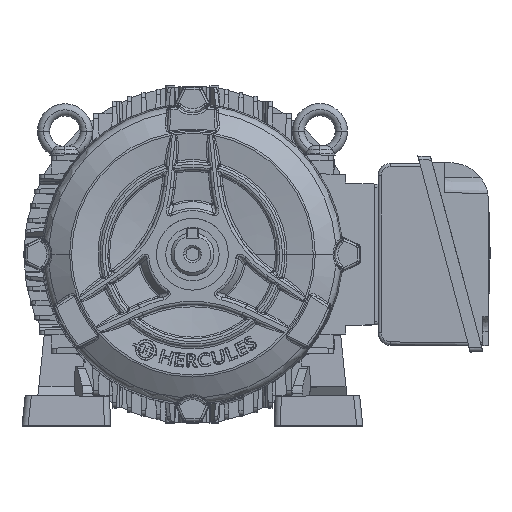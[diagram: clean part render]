
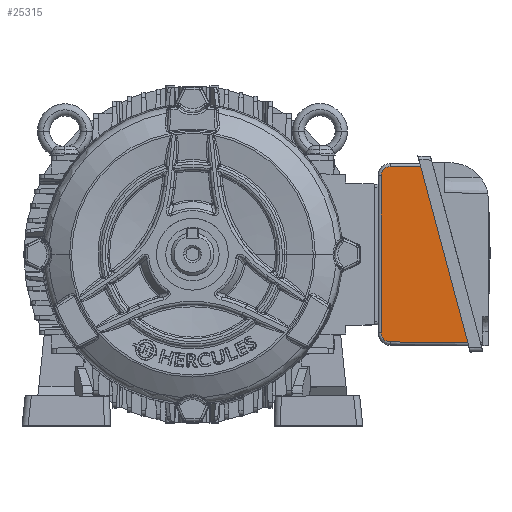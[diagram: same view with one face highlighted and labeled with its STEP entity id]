
A CAD part, top view. The second image highlights one B-rep face of the part: STEP entity #25315.
In plain terms, the highlighted planar face has unit normal (-0.017, -0.004, 1).
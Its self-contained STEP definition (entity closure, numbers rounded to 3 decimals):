
#1008 = CARTESIAN_POINT ( 'NONE',  ( 123.466, 51.379, 47.763 ) ) ;
#2158 = DIRECTION ( 'NONE',  ( 0., -1., -0.005 ) ) ;
#3179 = CARTESIAN_POINT ( 'NONE',  ( 150.65, 57.75, 48.25 ) ) ;
#3643 = CARTESIAN_POINT ( 'NONE',  ( 181.607, -57.784, 48.25 ) ) ;
#4095 = EDGE_CURVE ( 'NONE', #85589, #17923, #34888, .T. ) ;
#4488 = VECTOR ( 'NONE', #31872, 1000. ) ;
#4848 = LINE ( 'NONE', #37634, #4488 ) ;
#5163 = EDGE_LOOP ( 'NONE', ( #27735, #5874, #79753, #48252, #23584, #32180 ) ) ;
#5562 = VERTEX_POINT ( 'NONE', #55512 ) ;
#5874 = ORIENTED_EDGE ( 'NONE', *, *, #25723, .T. ) ;
#7679 = CARTESIAN_POINT ( 'NONE',  ( 125.896, 57.318, 47.831 ) ) ;
#11075 = PLANE ( 'NONE',  #33881 ) ;
#12371 = CARTESIAN_POINT ( 'NONE',  ( 129.414, -57.328, 47.372 ) ) ;
#17729 = DIRECTION ( 'NONE',  ( -0.017, -0.005, 1. ) ) ;
#17923 = VERTEX_POINT ( 'NONE', #55329 ) ;
#18121 =( BOUNDED_CURVE ( )  B_SPLINE_CURVE ( 3, ( #73073, #27440, #41169, #12371 ),
 .UNSPECIFIED., .F., .T. ) 
 B_SPLINE_CURVE_WITH_KNOTS ( ( 4, 4 ),
 ( 2.88, 4.442 ),
 .UNSPECIFIED. ) 
 CURVE ( )  GEOMETRIC_REPRESENTATION_ITEM ( )  RATIONAL_B_SPLINE_CURVE ( ( 1., 0.807, 0.807, 1. ) ) 
 REPRESENTATION_ITEM ( '' )  );
#18681 = CARTESIAN_POINT ( 'NONE',  ( 129.362, 57.378, 47.889 ) ) ;
#18889 = EDGE_CURVE ( 'NONE', #5562, #65536, #18121, .T. ) ;
#20380 = EDGE_CURVE ( 'NONE', #17923, #5562, #75735, .T. ) ;
#23584 = ORIENTED_EDGE ( 'NONE', *, *, #4095, .T. ) ;
#25315 = ADVANCED_FACE ( 'NONE', ( #44744 ), #11075, .T. ) ;
#25723 = EDGE_CURVE ( 'NONE', #65536, #55563, #57941, .T. ) ;
#27440 = CARTESIAN_POINT ( 'NONE',  ( 123.466, -54.819, 47.283 ) ) ;
#27735 = ORIENTED_EDGE ( 'NONE', *, *, #18889, .T. ) ;
#28336 = CARTESIAN_POINT ( 'NONE',  ( 123.466, 10.284, 47.577 ) ) ;
#31872 = DIRECTION ( 'NONE',  ( -1., -0.017, -0.017 ) ) ;
#32180 = ORIENTED_EDGE ( 'NONE', *, *, #20380, .T. ) ;
#33881 = AXIS2_PLACEMENT_3D ( 'NONE', #80164, #17729, #46065 ) ;
#34687 = CARTESIAN_POINT ( 'NONE',  ( 123.466, 54.846, 47.779 ) ) ;
#34888 =( BOUNDED_CURVE ( )  B_SPLINE_CURVE ( 3, ( #41352, #7679, #34687, #1008 ),
 .UNSPECIFIED., .F., .T. ) 
 B_SPLINE_CURVE_WITH_KNOTS ( ( 4, 4 ),
 ( 1.326, 2.88 ),
 .UNSPECIFIED. ) 
 CURVE ( )  GEOMETRIC_REPRESENTATION_ITEM ( )  RATIONAL_B_SPLINE_CURVE ( ( 1., 0.809, 0.809, 1. ) ) 
 REPRESENTATION_ITEM ( '' )  );
#37634 = CARTESIAN_POINT ( 'NONE',  ( 129.396, 57.379, 47.89 ) ) ;
#41169 = CARTESIAN_POINT ( 'NONE',  ( 125.924, -57.298, 47.313 ) ) ;
#41352 = CARTESIAN_POINT ( 'NONE',  ( 129.362, 57.378, 47.889 ) ) ;
#44744 = FACE_OUTER_BOUND ( 'NONE', #5163, .T. ) ;
#46065 = DIRECTION ( 'NONE',  ( 1., 0., 0.017 ) ) ;
#47860 = VERTEX_POINT ( 'NONE', #3179 ) ;
#48252 = ORIENTED_EDGE ( 'NONE', *, *, #68851, .T. ) ;
#50856 = DIRECTION ( 'NONE',  ( 1., -0.009, 0.017 ) ) ;
#51963 = CARTESIAN_POINT ( 'NONE',  ( 163.369, 10.281, 48.25 ) ) ;
#55329 = CARTESIAN_POINT ( 'NONE',  ( 123.466, 51.379, 47.763 ) ) ;
#55512 = CARTESIAN_POINT ( 'NONE',  ( 123.466, -51.329, 47.299 ) ) ;
#55563 = VERTEX_POINT ( 'NONE', #3643 ) ;
#57174 = VECTOR ( 'NONE', #78965, 1000. ) ;
#57941 = LINE ( 'NONE', #71662, #59360 ) ;
#59360 = VECTOR ( 'NONE', #50856, 1000. ) ;
#65536 = VERTEX_POINT ( 'NONE', #83045 ) ;
#67700 = VECTOR ( 'NONE', #2158, 1000. ) ;
#68851 = EDGE_CURVE ( 'NONE', #47860, #85589, #4848, .T. ) ;
#71662 = CARTESIAN_POINT ( 'NONE',  ( 162.782, -57.62, 47.933 ) ) ;
#72269 = EDGE_CURVE ( 'NONE', #55563, #47860, #79849, .T. ) ;
#73073 = CARTESIAN_POINT ( 'NONE',  ( 123.466, -51.329, 47.299 ) ) ;
#75735 = LINE ( 'NONE', #28336, #67700 ) ;
#78965 = DIRECTION ( 'NONE',  ( -0.259, 0.966, 0. ) ) ;
#79753 = ORIENTED_EDGE ( 'NONE', *, *, #72269, .T. ) ;
#79849 = LINE ( 'NONE', #51963, #57174 ) ;
#80164 = CARTESIAN_POINT ( 'NONE',  ( 163.369, 10.281, 48.25 ) ) ;
#83045 = CARTESIAN_POINT ( 'NONE',  ( 129.414, -57.328, 47.372 ) ) ;
#85589 = VERTEX_POINT ( 'NONE', #18681 ) ;
